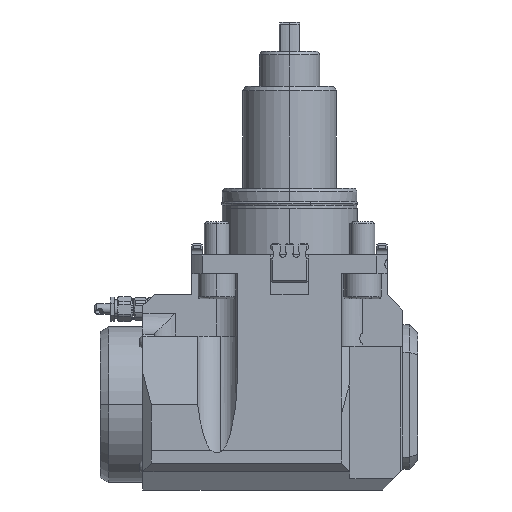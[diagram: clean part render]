
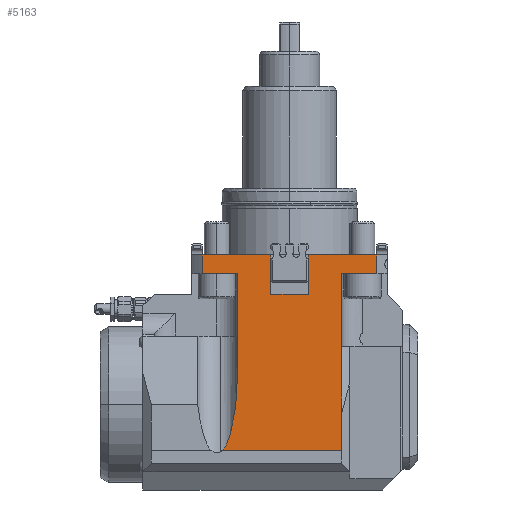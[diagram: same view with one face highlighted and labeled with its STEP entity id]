
A CAD part, front view. The second image highlights one B-rep face of the part: STEP entity #5163.
In plain terms, the highlighted planar face has unit normal (0, -1, 0).
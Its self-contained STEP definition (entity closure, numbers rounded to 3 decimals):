
#4028=CARTESIAN_POINT('',(41.952,-47.,-0.));
#4029=VERTEX_POINT('',#4028);
#4258=CARTESIAN_POINT('',(-41.952,-47.,0.));
#4259=VERTEX_POINT('',#4258);
#4267=CARTESIAN_POINT('',(-9.005,-47.,0.));
#4268=VERTEX_POINT('',#4267);
#4269=CARTESIAN_POINT('',(-41.952,-47.,0.));
#4270=DIRECTION('',(1.,0.,-0.));
#4271=VECTOR('',#4270,32.947);
#4272=LINE('',#4269,#4271);
#4273=EDGE_CURVE('',#4259,#4268,#4272,.T.);
#4321=CARTESIAN_POINT('',(9.005,-47.,0.));
#4322=VERTEX_POINT('',#4321);
#4329=CARTESIAN_POINT('',(9.005,-47.,0.));
#4330=DIRECTION('',(1.,0.,-0.));
#4331=VECTOR('',#4330,32.947);
#4332=LINE('',#4329,#4331);
#4333=EDGE_CURVE('',#4322,#4029,#4332,.T.);
#4443=CARTESIAN_POINT('',(-41.952,-47.,-9.));
#4444=VERTEX_POINT('',#4443);
#4470=CARTESIAN_POINT('',(-25.,-47.,-9.));
#4471=VERTEX_POINT('',#4470);
#4478=CARTESIAN_POINT('',(-41.952,-47.,-9.));
#4479=DIRECTION('',(1.,0.,0.));
#4480=VECTOR('',#4479,16.952);
#4481=LINE('',#4478,#4480);
#4482=EDGE_CURVE('',#4444,#4471,#4481,.T.);
#4661=CARTESIAN_POINT('',(41.952,-47.,-9.));
#4662=VERTEX_POINT('',#4661);
#4670=CARTESIAN_POINT('',(25.,-47.,-9.));
#4671=VERTEX_POINT('',#4670);
#4672=CARTESIAN_POINT('',(25.,-47.,-9.));
#4673=DIRECTION('',(1.,0.,0.));
#4674=VECTOR('',#4673,16.952);
#4675=LINE('',#4672,#4674);
#4676=EDGE_CURVE('',#4671,#4662,#4675,.T.);
#5005=CARTESIAN_POINT('',(-41.952,-47.,0.));
#5006=DIRECTION('',(0.,0.,-1.));
#5007=VECTOR('',#5006,9.);
#5008=LINE('',#5005,#5007);
#5009=EDGE_CURVE('',#4259,#4444,#5008,.T.);
#5078=CARTESIAN_POINT('',(41.952,-47.,-9.));
#5079=DIRECTION('',(0.,0.,1.));
#5080=VECTOR('',#5079,9.);
#5081=LINE('',#5078,#5080);
#5082=EDGE_CURVE('',#4662,#4029,#5081,.T.);
#5089=CARTESIAN_POINT('',(-47.,-47.,0.));
#5090=DIRECTION('',(0.,-1.,0.));
#5091=DIRECTION('',(0.,0.,1.));
#5092=AXIS2_PLACEMENT_3D('',#5089,#5090,#5091);
#5093=PLANE('',#5092);
#5094=ORIENTED_EDGE('',*,*,#5082,.T.);
#5095=ORIENTED_EDGE('',*,*,#4333,.F.);
#5096=CARTESIAN_POINT('',(9.005,-47.,-19.));
#5097=VERTEX_POINT('',#5096);
#5098=CARTESIAN_POINT('',(9.005,-47.,0.));
#5099=DIRECTION('',(-0.,0.,-1.));
#5100=VECTOR('',#5099,19.);
#5101=LINE('',#5098,#5100);
#5102=EDGE_CURVE('',#4322,#5097,#5101,.T.);
#5103=ORIENTED_EDGE('',*,*,#5102,.T.);
#5104=CARTESIAN_POINT('',(-9.005,-47.,-19.));
#5105=VERTEX_POINT('',#5104);
#5106=CARTESIAN_POINT('',(9.005,-47.,-19.));
#5107=DIRECTION('',(-1.,0.,0.));
#5108=VECTOR('',#5107,18.01);
#5109=LINE('',#5106,#5108);
#5110=EDGE_CURVE('',#5097,#5105,#5109,.T.);
#5111=ORIENTED_EDGE('',*,*,#5110,.T.);
#5112=CARTESIAN_POINT('',(-9.005,-47.,-19.));
#5113=DIRECTION('',(0.,0.,1.));
#5114=VECTOR('',#5113,19.);
#5115=LINE('',#5112,#5114);
#5116=EDGE_CURVE('',#5105,#4268,#5115,.T.);
#5117=ORIENTED_EDGE('',*,*,#5116,.T.);
#5118=ORIENTED_EDGE('',*,*,#4273,.F.);
#5119=ORIENTED_EDGE('',*,*,#5009,.T.);
#5120=ORIENTED_EDGE('',*,*,#4482,.T.);
#5121=CARTESIAN_POINT('',(-25.,-47.,-56.87));
#5122=VERTEX_POINT('',#5121);
#5123=CARTESIAN_POINT('',(-25.,-47.,-9.));
#5124=DIRECTION('',(0.,-0.,-1.));
#5125=VECTOR('',#5124,47.87);
#5126=LINE('',#5123,#5125);
#5127=EDGE_CURVE('',#4471,#5122,#5126,.T.);
#5128=ORIENTED_EDGE('',*,*,#5127,.T.);
#5129=CARTESIAN_POINT('',(-32.234,-47.,-94.));
#5130=VERTEX_POINT('',#5129);
#5131=CARTESIAN_POINT('',(-35.,-47.,-56.87));
#5132=DIRECTION('',(-0.,1.,-0.));
#5133=DIRECTION('',(0.,0.,1.));
#5134=AXIS2_PLACEMENT_3D('',#5131,#5132,#5133);
#5135=ELLIPSE('',#5134,38.637,10.);
#5136=EDGE_CURVE('',#5122,#5130,#5135,.T.);
#5137=ORIENTED_EDGE('',*,*,#5136,.T.);
#5138=CARTESIAN_POINT('',(25.,-47.,-94.));
#5139=VERTEX_POINT('',#5138);
#5140=CARTESIAN_POINT('',(-32.234,-47.,-94.));
#5141=DIRECTION('',(1.,0.,0.));
#5142=VECTOR('',#5141,57.234);
#5143=LINE('',#5140,#5142);
#5144=EDGE_CURVE('',#5130,#5139,#5143,.T.);
#5145=ORIENTED_EDGE('',*,*,#5144,.T.);
#5146=CARTESIAN_POINT('',(25.,-47.,-76.));
#5147=VERTEX_POINT('',#5146);
#5148=CARTESIAN_POINT('',(25.,-47.,-76.));
#5149=DIRECTION('',(0.,0.,-1.));
#5150=VECTOR('',#5149,18.);
#5151=LINE('',#5148,#5150);
#5152=EDGE_CURVE('',#5147,#5139,#5151,.T.);
#5153=ORIENTED_EDGE('',*,*,#5152,.F.);
#5154=CARTESIAN_POINT('',(25.,-47.,-76.));
#5155=DIRECTION('',(-0.,-0.,1.));
#5156=VECTOR('',#5155,67.);
#5157=LINE('',#5154,#5156);
#5158=EDGE_CURVE('',#5147,#4671,#5157,.T.);
#5159=ORIENTED_EDGE('',*,*,#5158,.T.);
#5160=ORIENTED_EDGE('',*,*,#4676,.T.);
#5161=EDGE_LOOP('',(#5094,#5095,#5103,#5111,#5117,#5118,#5119,#5120,#5128,#5137,#5145,#5153,#5159,#5160));
#5162=FACE_BOUND('',#5161,.T.);
#5163=ADVANCED_FACE('',(#5162),#5093,.T.);
